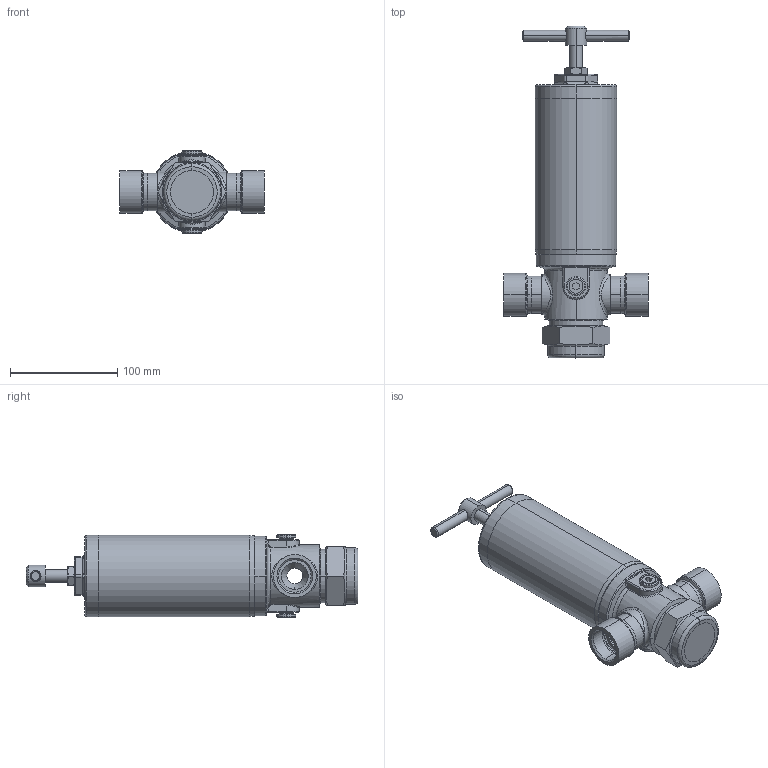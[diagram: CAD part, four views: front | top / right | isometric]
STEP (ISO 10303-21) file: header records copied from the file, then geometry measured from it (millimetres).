
FILE_DESCRIPTION (( 'STEP AP203' ), '1' );
FILE_NAME ('70 BG I G1 Female.STEP', '2017-12-11T14:59:37', ( '' ), ( '' ), 'SwSTEP 2.0', 'SolidWorks 2016', '' );
FILE_SCHEMA (( 'CONFIG_CONTROL_DESIGN' ));
Length unit declared in the file: millimetre
Products named in the file (1): 70 BG I G1 Female
Bounding box: 135 x 310.06 x 77 mm (x, y, z)
Volume: 355138.6 mm3; surface area: 164337.7 mm2
Topology: 10 solids, 10 shells, 468 faces, 1018 edges, 597 vertices
Faces by surface type: cylinder 152, cone 113, plane 97, torus 78, bspline 28
Entity records: 15889 total; most frequent: CARTESIAN_POINT 5638, DIRECTION 2260, ORIENTED_EDGE 2036, EDGE_CURVE 1018, AXIS2_PLACEMENT_3D 975, VERTEX_POINT 597, CIRCLE 534, EDGE_LOOP 515
